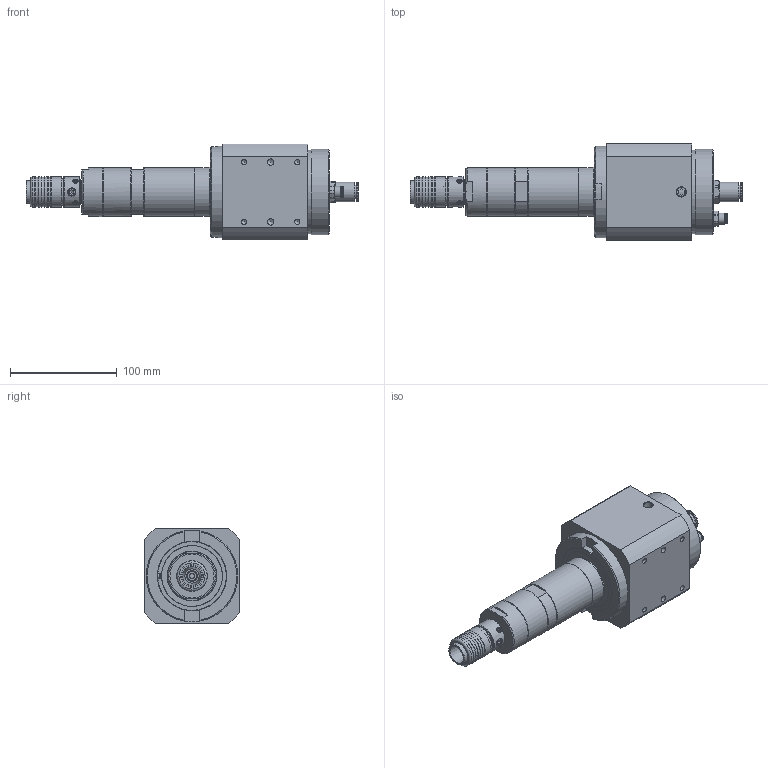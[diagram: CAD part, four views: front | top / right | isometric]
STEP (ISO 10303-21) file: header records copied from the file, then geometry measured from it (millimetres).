
FILE_DESCRIPTION(/* description */ (''),/* implementation_level */ '2;1');
FILE_NAME(/* name */ 'ESR 84-6000 AX25 WS_60051295.stp',/* time_stamp */ '2015-04-20T14:46:13+02:00',/* author */ ('ekoch'),/* organization */ (''),/* preprocessor_version */ 'ST-DEVELOPER v15.2',/* originating_system */ 'Autodesk Inventor 2014',/* authorisation */ '');
FILE_SCHEMA (('AUTOMOTIVE_DESIGN { 1 0 10303 214 3 1 1 }'));
Length unit declared in the file: millimetre
Products named in the file (1): ESR 84-6000 AX25 WS_60051295
Bounding box: 311.4 x 90 x 90 mm (x, y, z)
Volume: 1379398.9 mm3; surface area: 264558.5 mm2
Topology: 28 solids, 28 shells, 669 faces, 1479 edges, 922 vertices
Faces by surface type: plane 277, cylinder 197, cone 147, torus 36, bspline 12
Full cylindrical faces by diameter (mm): 2.5 x1, 3.5 x10, 4 x3, 4.134 x4, 4.5 x2, 4.917 x4, 5 x11, 5.25 x2, 5.6 x2, 6 x3, 6.188 x1, 6.2 x1, 6.647 x2, 7 x1, 7.2 x1, 8 x6, 8.05 x1, 8.565 x1, 8.566 x4, 8.9 x1, 9 x1, 9.728 x4, 9.9 x1, 10.6 x1, 11.2 x1, 12 x1, 12.544 x1, 12.7 x1, 13.2 x1, 13.8 x1
Entity records: 19613 total; most frequent: CARTESIAN_POINT 5681, DIRECTION 2835, ORIENTED_EDGE 2202, AXIS2_PLACEMENT_3D 1232, EDGE_LOOP 1102, EDGE_CURVE 1101, VERTEX_POINT 843, ADVANCED_FACE 669
